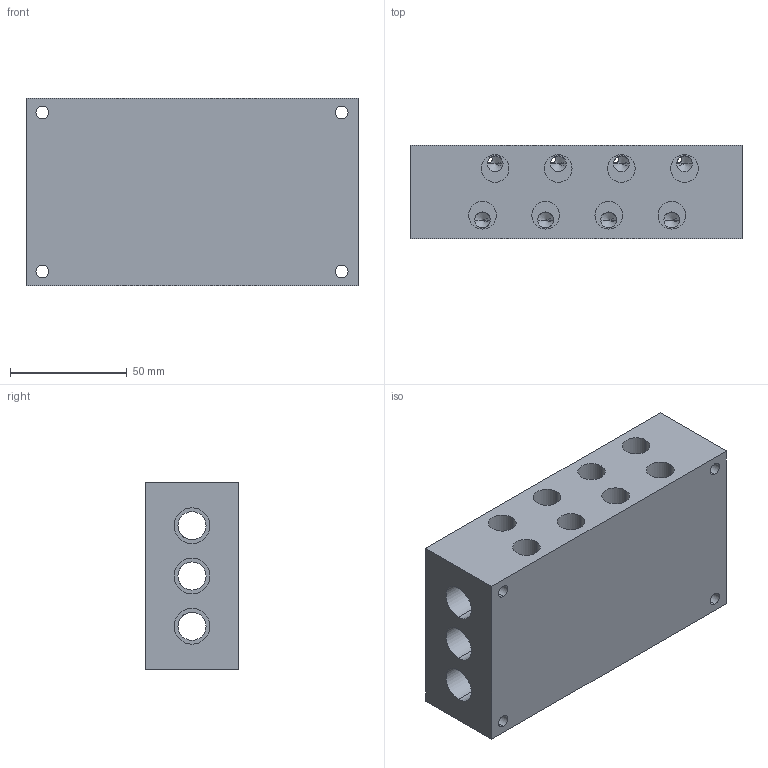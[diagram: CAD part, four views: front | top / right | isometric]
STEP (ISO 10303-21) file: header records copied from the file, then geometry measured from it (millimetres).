
FILE_DESCRIPTION (( 'STEP AP214' ), '1' );
FILE_NAME ('05_064_1.STEP', '2016-02-19T14:54:28', ( '' ), ( '' ), 'SwSTEP 2.0', 'SolidWorks 2016', '' );
FILE_SCHEMA (( 'AUTOMOTIVE_DESIGN' ));
Length unit declared in the file: millimetre
Products named in the file (1): 05_064_1
Bounding box: 142 x 40 x 80 mm (x, y, z)
Volume: 359493.9 mm3; surface area: 80687 mm2
Topology: 1 solids, 1 shells, 506 faces, 1342 edges, 804 vertices
Faces by surface type: cylinder 278, plane 116, cone 112
Entity records: 18976 total; most frequent: CARTESIAN_POINT 5749, DIRECTION 2604, ORIENTED_EDGE 2508, EDGE_CURVE 1254, AXIS2_PLACEMENT_3D 995, VERTEX_POINT 804, EDGE_LOOP 654, LINE 614
